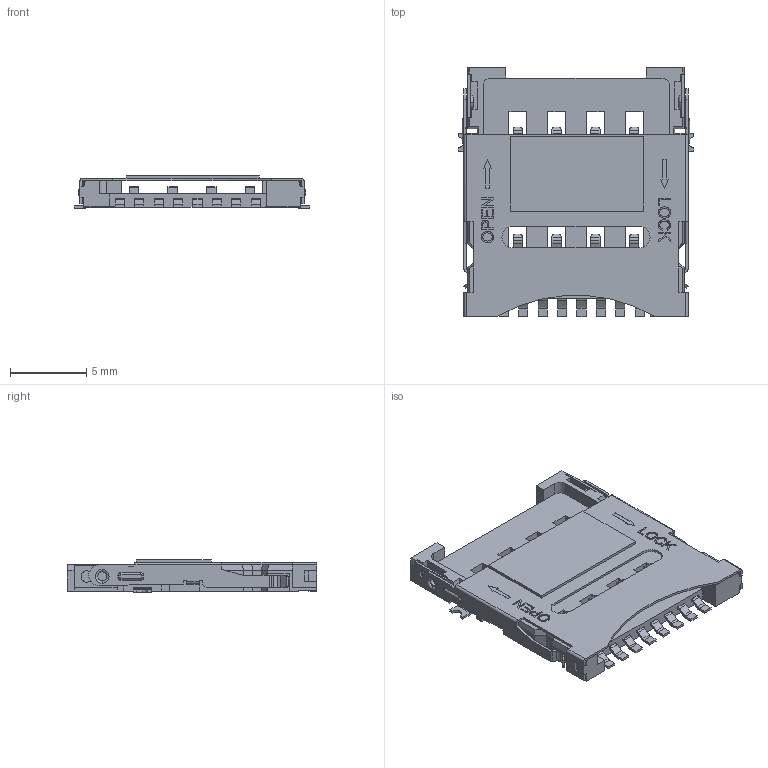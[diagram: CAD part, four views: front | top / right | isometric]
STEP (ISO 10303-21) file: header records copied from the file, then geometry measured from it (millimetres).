
FILE_DESCRIPTION(('STEP AP242'),'1');
FILE_NAME('693022010811.stp','2022-03-22T05:54:52',('TraceParts'),('TraceParts S.A.'),'Spatial InterOp 3D',' ',' ');
FILE_SCHEMA(('AP242_MANAGED_MODEL_BASED_3D_ENGINEERING_MIM_LF {1 0 10303 442 1 1 4}'));
Length unit declared in the file: millimetre
Products named in the file (1): 693022010811_1
Bounding box: 15.4 x 16.3 x 2.13 mm (x, y, z)
Volume: 208.7 mm3; surface area: 1482.4 mm2
Topology: 12 solids, 12 shells, 1015 faces, 2879 edges, 1908 vertices
Faces by surface type: plane 678, cylinder 257, extrusion 40, torus 32, bspline 8
Entity records: 44117 total; most frequent: CARTESIAN_POINT 9248, ORIENTED_EDGE 5758, DIRECTION 5263, EDGE_CURVE 2879, VECTOR 2101, LINE 2061, VERTEX_POINT 1908, AXIS2_PLACEMENT_3D 1581
